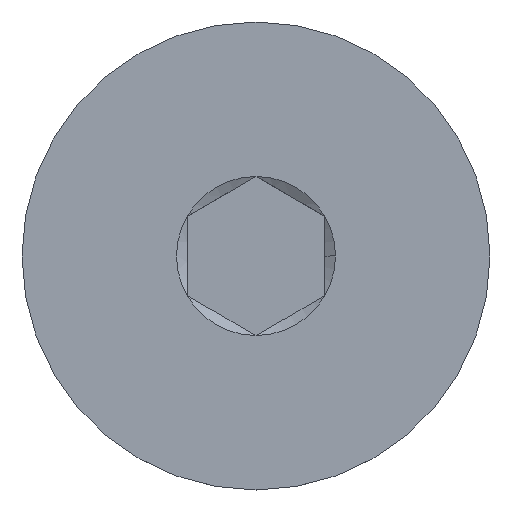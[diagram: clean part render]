
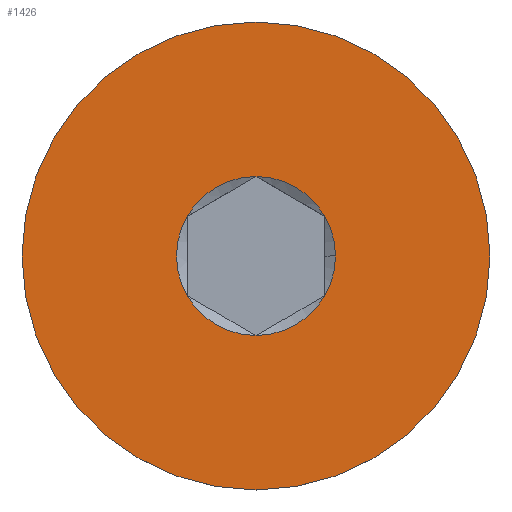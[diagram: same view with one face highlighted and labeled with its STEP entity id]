
A CAD part, top view. The second image highlights one B-rep face of the part: STEP entity #1426.
In plain terms, the highlighted planar face has unit normal (0, 0, 1).
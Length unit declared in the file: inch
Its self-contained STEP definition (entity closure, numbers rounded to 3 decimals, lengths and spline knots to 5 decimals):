
#91 = EDGE_CURVE ( 'NONE', #2077, #474, #4059, .T. ) ;
#174 = CIRCLE ( 'NONE', #695, 0.09021 ) ;
#199 = CARTESIAN_POINT ( 'NONE',  ( 0., 0., 0. ) ) ;
#286 = EDGE_CURVE ( 'NONE', #1130, #1803, #2809, .T. ) ;
#362 = EDGE_CURVE ( 'NONE', #1803, #1912, #174, .T. ) ;
#369 = DIRECTION ( 'NONE',  ( 0., 0., 1. ) ) ;
#387 = ORIENTED_EDGE ( 'NONE', *, *, #91, .F. ) ;
#427 = AXIS2_PLACEMENT_3D ( 'NONE', #3263, #1000, #1994 ) ;
#434 = DIRECTION ( 'NONE',  ( 0., -1., 0. ) ) ;
#465 = EDGE_CURVE ( 'NONE', #474, #1060, #2348, .T. ) ;
#474 = VERTEX_POINT ( 'NONE', #3661 ) ;
#530 = CARTESIAN_POINT ( 'NONE',  ( -0.07812, 0.04511, 0. ) ) ;
#556 = CARTESIAN_POINT ( 'NONE',  ( 0., 0.2655, 0. ) ) ;
#627 = CARTESIAN_POINT ( 'NONE',  ( -0.07812, -0.04511, 0. ) ) ;
#687 = CARTESIAN_POINT ( 'NONE',  ( 0., -0.09021, 0. ) ) ;
#695 = AXIS2_PLACEMENT_3D ( 'NONE', #1634, #2887, #2294 ) ;
#696 = ORIENTED_EDGE ( 'NONE', *, *, #286, .F. ) ;
#714 = DIRECTION ( 'NONE',  ( 1., 0., 0. ) ) ;
#753 = DIRECTION ( 'NONE',  ( 1., 0., 0. ) ) ;
#765 = VERTEX_POINT ( 'NONE', #687 ) ;
#800 = FACE_OUTER_BOUND ( 'NONE', #2678, .T. ) ;
#819 = DIRECTION ( 'NONE',  ( 0., 0., 1. ) ) ;
#904 = CARTESIAN_POINT ( 'NONE',  ( 0., 0., 0. ) ) ;
#1000 = DIRECTION ( 'NONE',  ( 0., 0., 1. ) ) ;
#1060 = VERTEX_POINT ( 'NONE', #2831 ) ;
#1085 = AXIS2_PLACEMENT_3D ( 'NONE', #3365, #819, #3940 ) ;
#1130 = VERTEX_POINT ( 'NONE', #2194 ) ;
#1145 = DIRECTION ( 'NONE',  ( 1., 0., 0. ) ) ;
#1186 = DIRECTION ( 'NONE',  ( 0., -1., 0. ) ) ;
#1200 = EDGE_CURVE ( 'NONE', #1845, #3064, #1831, .T. ) ;
#1206 = ORIENTED_EDGE ( 'NONE', *, *, #1200, .T. ) ;
#1245 = ORIENTED_EDGE ( 'NONE', *, *, #3614, .F. ) ;
#1266 = EDGE_CURVE ( 'NONE', #1060, #1130, #2882, .T. ) ;
#1271 = DIRECTION ( 'NONE',  ( 1., 0., 0. ) ) ;
#1333 = DIRECTION ( 'NONE',  ( 0., 0., 1. ) ) ;
#1354 = AXIS2_PLACEMENT_3D ( 'NONE', #904, #3086, #2195 ) ;
#1378 = DIRECTION ( 'NONE',  ( 0., 0., 1. ) ) ;
#1416 = CARTESIAN_POINT ( 'NONE',  ( 0., -0.2655, 0. ) ) ;
#1426 = ADVANCED_FACE ( 'NONE', ( #3321, #800 ), #3305, .T. ) ;
#1457 = DIRECTION ( 'NONE',  ( 0., 0., 1. ) ) ;
#1502 = CARTESIAN_POINT ( 'NONE',  ( 0., 0., 0. ) ) ;
#1634 = CARTESIAN_POINT ( 'NONE',  ( 0., 0., 0. ) ) ;
#1760 = AXIS2_PLACEMENT_3D ( 'NONE', #3135, #4018, #1271 ) ;
#1762 = CIRCLE ( 'NONE', #4063, 0.09021 ) ;
#1803 = VERTEX_POINT ( 'NONE', #530 ) ;
#1831 = CIRCLE ( 'NONE', #2554, 0.2655 ) ;
#1845 = VERTEX_POINT ( 'NONE', #1416 ) ;
#1912 = VERTEX_POINT ( 'NONE', #627 ) ;
#1972 = CARTESIAN_POINT ( 'NONE',  ( 0., 0., 0. ) ) ;
#1994 = DIRECTION ( 'NONE',  ( 1., 0., 0. ) ) ;
#2024 = AXIS2_PLACEMENT_3D ( 'NONE', #199, #1457, #1145 ) ;
#2077 = VERTEX_POINT ( 'NONE', #3232 ) ;
#2194 = CARTESIAN_POINT ( 'NONE',  ( 0., 0.09021, 0. ) ) ;
#2195 = DIRECTION ( 'NONE',  ( 1., 0., 0. ) ) ;
#2294 = DIRECTION ( 'NONE',  ( 1., 0., 0. ) ) ;
#2348 = CIRCLE ( 'NONE', #2024, 0.09021 ) ;
#2493 = ORIENTED_EDGE ( 'NONE', *, *, #1266, .F. ) ;
#2554 = AXIS2_PLACEMENT_3D ( 'NONE', #1972, #369, #434 ) ;
#2611 = CIRCLE ( 'NONE', #1354, 0.09021 ) ;
#2678 = EDGE_LOOP ( 'NONE', ( #1206, #3356 ) ) ;
#2689 = EDGE_CURVE ( 'NONE', #1912, #765, #2611, .T. ) ;
#2729 = EDGE_LOOP ( 'NONE', ( #1245, #2896, #3576, #696, #2493, #3167, #387 ) ) ;
#2809 = CIRCLE ( 'NONE', #3464, 0.09021 ) ;
#2831 = CARTESIAN_POINT ( 'NONE',  ( 0.07813, 0.04511, 0. ) ) ;
#2882 = CIRCLE ( 'NONE', #427, 0.09021 ) ;
#2887 = DIRECTION ( 'NONE',  ( 0., 0., 1. ) ) ;
#2896 = ORIENTED_EDGE ( 'NONE', *, *, #2689, .F. ) ;
#2925 = CARTESIAN_POINT ( 'NONE',  ( 0., 0., 0. ) ) ;
#3064 = VERTEX_POINT ( 'NONE', #556 ) ;
#3086 = DIRECTION ( 'NONE',  ( 0., 0., 1. ) ) ;
#3135 = CARTESIAN_POINT ( 'NONE',  ( 0., 0., 0. ) ) ;
#3167 = ORIENTED_EDGE ( 'NONE', *, *, #465, .F. ) ;
#3232 = CARTESIAN_POINT ( 'NONE',  ( 0.07812, -0.04511, 0. ) ) ;
#3263 = CARTESIAN_POINT ( 'NONE',  ( 0., 0., 0. ) ) ;
#3305 = PLANE ( 'NONE',  #1085 ) ;
#3321 = FACE_BOUND ( 'NONE', #2729, .T. ) ;
#3335 = AXIS2_PLACEMENT_3D ( 'NONE', #1502, #4012, #1186 ) ;
#3340 = CIRCLE ( 'NONE', #3335, 0.2655 ) ;
#3356 = ORIENTED_EDGE ( 'NONE', *, *, #3896, .T. ) ;
#3365 = CARTESIAN_POINT ( 'NONE',  ( 0., -0.125, 0. ) ) ;
#3464 = AXIS2_PLACEMENT_3D ( 'NONE', #2925, #1333, #714 ) ;
#3544 = CARTESIAN_POINT ( 'NONE',  ( 0., 0., 0. ) ) ;
#3576 = ORIENTED_EDGE ( 'NONE', *, *, #362, .F. ) ;
#3614 = EDGE_CURVE ( 'NONE', #765, #2077, #1762, .T. ) ;
#3661 = CARTESIAN_POINT ( 'NONE',  ( 0.09021, 0., 0. ) ) ;
#3896 = EDGE_CURVE ( 'NONE', #3064, #1845, #3340, .T. ) ;
#3940 = DIRECTION ( 'NONE',  ( 0., -1., 0. ) ) ;
#4012 = DIRECTION ( 'NONE',  ( 0., 0., 1. ) ) ;
#4018 = DIRECTION ( 'NONE',  ( 0., 0., 1. ) ) ;
#4059 = CIRCLE ( 'NONE', #1760, 0.09021 ) ;
#4063 = AXIS2_PLACEMENT_3D ( 'NONE', #3544, #1378, #753 ) ;
